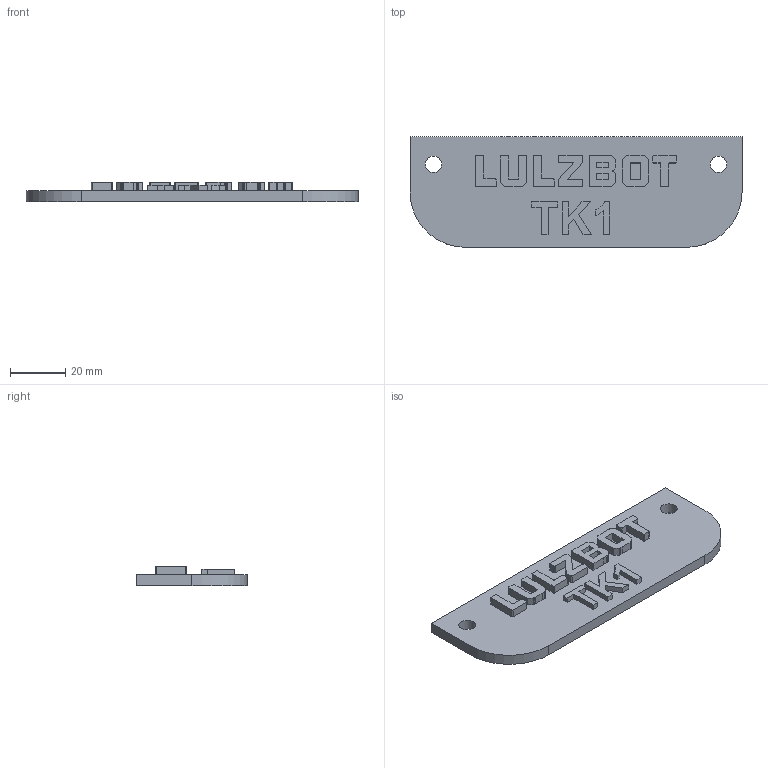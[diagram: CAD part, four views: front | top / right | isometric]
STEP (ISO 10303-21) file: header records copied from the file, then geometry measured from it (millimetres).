
FILE_DESCRIPTION(('FreeCAD Model'),'2;1');
FILE_NAME('NamePlate.stp' ,'2013-01-05T01:30:11',('FreeCAD'),('FreeCAD'), 'Open CASCADE STEP processor 6.5','FreeCAD','Unknown');
FILE_SCHEMA(('AUTOMOTIVE_DESIGN_CC2 { 1 2 10303 214 -1 1 5 4 }'));
Length unit declared in the file: millimetre
Products named in the file (1): Open CASCADE STEP translator 6.5 10
Bounding box: 120 x 40 x 7 mm (x, y, z)
Volume: 19868.3 mm3; surface area: 11815.1 mm2
Topology: 1 solids, 1 shells, 253 faces, 714 edges, 476 vertices
Faces by surface type: extrusion 228, plane 21, cylinder 4
Full cylindrical faces by diameter (mm): 6 x2
Entity records: 21300 total; most frequent: CARTESIAN_POINT 8735, DIRECTION 1493, ORIENTED_EDGE 1428, PCURVE 1428, DEFINITIONAL_REPRESENTATION 1428, VECTOR 1422, LINE 1194, B_SPLINE_CURVE_WITH_KNOTS 1160
